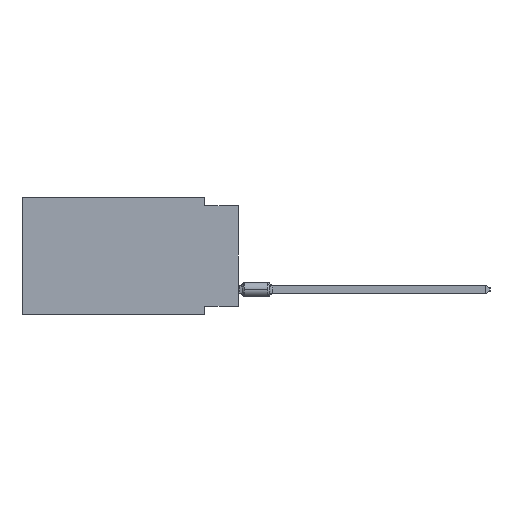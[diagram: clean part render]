
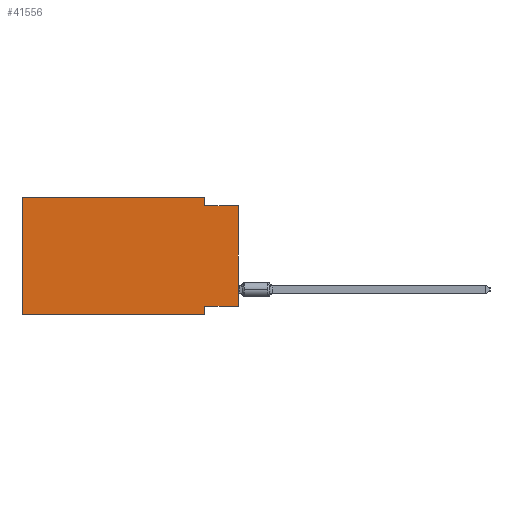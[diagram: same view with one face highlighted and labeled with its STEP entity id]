
A CAD part, left-side view. The second image highlights one B-rep face of the part: STEP entity #41556.
In plain terms, the highlighted planar face has unit normal (-1, 0, 0).
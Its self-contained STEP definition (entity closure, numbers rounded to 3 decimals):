
#226 = CARTESIAN_POINT ( 'NONE',  ( 0., 2.54, 0. ) ) ;
#2046 = EDGE_CURVE ( 'NONE', #24294, #33153, #8801, .T. ) ;
#2618 = LINE ( 'NONE', #46326, #10557 ) ;
#4498 = ORIENTED_EDGE ( 'NONE', *, *, #2046, .F. ) ;
#4718 = ORIENTED_EDGE ( 'NONE', *, *, #38143, .F. ) ;
#4880 = LINE ( 'NONE', #16100, #31072 ) ;
#6916 = VERTEX_POINT ( 'NONE', #42166 ) ;
#7662 = FACE_OUTER_BOUND ( 'NONE', #33866, .T. ) ;
#8426 = CARTESIAN_POINT ( 'NONE',  ( 0., 2.54, 0. ) ) ;
#8801 = LINE ( 'NONE', #20806, #41212 ) ;
#9310 = ORIENTED_EDGE ( 'NONE', *, *, #18503, .T. ) ;
#10224 = CARTESIAN_POINT ( 'NONE',  ( 0., 16.383, 0. ) ) ;
#10557 = VECTOR ( 'NONE', #34858, 1000. ) ;
#11395 = AXIS2_PLACEMENT_3D ( 'NONE', #15932, #48435, #11939 ) ;
#11536 = ORIENTED_EDGE ( 'NONE', *, *, #23289, .T. ) ;
#11939 = DIRECTION ( 'NONE',  ( 0., 0., -1. ) ) ;
#15932 = CARTESIAN_POINT ( 'NONE',  ( 0., 16.383, 0. ) ) ;
#16011 = ORIENTED_EDGE ( 'NONE', *, *, #34951, .F. ) ;
#16100 = CARTESIAN_POINT ( 'NONE',  ( 0., 0., -0.635 ) ) ;
#16507 = VERTEX_POINT ( 'NONE', #42496 ) ;
#16712 = ORIENTED_EDGE ( 'NONE', *, *, #40921, .F. ) ;
#17697 = LINE ( 'NONE', #10224, #41514 ) ;
#17741 = DIRECTION ( 'NONE',  ( 0., 0., 1. ) ) ;
#18503 = EDGE_CURVE ( 'NONE', #21668, #16507, #44190, .T. ) ;
#20806 = CARTESIAN_POINT ( 'NONE',  ( 0., 16.383, 0. ) ) ;
#20812 = DIRECTION ( 'NONE',  ( 0., 0., -1. ) ) ;
#21357 = CARTESIAN_POINT ( 'NONE',  ( 0., 16.383, -8.89 ) ) ;
#21594 = LINE ( 'NONE', #32805, #43120 ) ;
#21668 = VERTEX_POINT ( 'NONE', #21357 ) ;
#23289 = EDGE_CURVE ( 'NONE', #49795, #45767, #46505, .T. ) ;
#23915 = PLANE ( 'NONE',  #11395 ) ;
#24294 = VERTEX_POINT ( 'NONE', #43686 ) ;
#24749 = ORIENTED_EDGE ( 'NONE', *, *, #41364, .F. ) ;
#27047 = VECTOR ( 'NONE', #44946, 1000. ) ;
#28085 = DIRECTION ( 'NONE',  ( 0., -1., 0. ) ) ;
#28794 = DIRECTION ( 'NONE',  ( 0., -1., 0. ) ) ;
#29192 = LINE ( 'NONE', #8426, #27047 ) ;
#30065 = EDGE_CURVE ( 'NONE', #6916, #45767, #4880, .T. ) ;
#31072 = VECTOR ( 'NONE', #28085, 1000. ) ;
#32805 = CARTESIAN_POINT ( 'NONE',  ( 0., 2.54, -8.89 ) ) ;
#33153 = VERTEX_POINT ( 'NONE', #226 ) ;
#33866 = EDGE_LOOP ( 'NONE', ( #11536, #51516, #16011, #4498, #16712, #9310, #4718, #24749 ) ) ;
#34729 = VECTOR ( 'NONE', #17741, 1000. ) ;
#34858 = DIRECTION ( 'NONE',  ( 0., 1., 0. ) ) ;
#34951 = EDGE_CURVE ( 'NONE', #33153, #6916, #29192, .T. ) ;
#37891 = VECTOR ( 'NONE', #44702, 1000. ) ;
#38143 = EDGE_CURVE ( 'NONE', #48424, #16507, #21594, .T. ) ;
#39290 = CARTESIAN_POINT ( 'NONE',  ( 0., 0., 0. ) ) ;
#40638 = CARTESIAN_POINT ( 'NONE',  ( 0., 2.54, -8.255 ) ) ;
#40921 = EDGE_CURVE ( 'NONE', #21668, #24294, #17697, .T. ) ;
#41212 = VECTOR ( 'NONE', #28794, 1000. ) ;
#41364 = EDGE_CURVE ( 'NONE', #49795, #48424, #2618, .T. ) ;
#41514 = VECTOR ( 'NONE', #45680, 1000. ) ;
#41556 = ADVANCED_FACE ( 'NONE', ( #7662 ), #23915, .F. ) ;
#41843 = CARTESIAN_POINT ( 'NONE',  ( 0., 0., -0.635 ) ) ;
#42166 = CARTESIAN_POINT ( 'NONE',  ( 0., 2.54, -0.635 ) ) ;
#42496 = CARTESIAN_POINT ( 'NONE',  ( 0., 2.54, -8.89 ) ) ;
#43120 = VECTOR ( 'NONE', #20812, 1000. ) ;
#43686 = CARTESIAN_POINT ( 'NONE',  ( 0., 16.383, 0. ) ) ;
#44190 = LINE ( 'NONE', #48693, #37891 ) ;
#44702 = DIRECTION ( 'NONE',  ( 0., -1., 0. ) ) ;
#44946 = DIRECTION ( 'NONE',  ( 0., 0., -1. ) ) ;
#45680 = DIRECTION ( 'NONE',  ( 0., 0., 1. ) ) ;
#45767 = VERTEX_POINT ( 'NONE', #41843 ) ;
#46326 = CARTESIAN_POINT ( 'NONE',  ( 0., 0., -8.255 ) ) ;
#46505 = LINE ( 'NONE', #39290, #34729 ) ;
#46992 = CARTESIAN_POINT ( 'NONE',  ( 0., 0., -8.255 ) ) ;
#48424 = VERTEX_POINT ( 'NONE', #40638 ) ;
#48435 = DIRECTION ( 'NONE',  ( 1., 0., 0. ) ) ;
#48693 = CARTESIAN_POINT ( 'NONE',  ( 0., 16.383, -8.89 ) ) ;
#49795 = VERTEX_POINT ( 'NONE', #46992 ) ;
#51516 = ORIENTED_EDGE ( 'NONE', *, *, #30065, .F. ) ;
